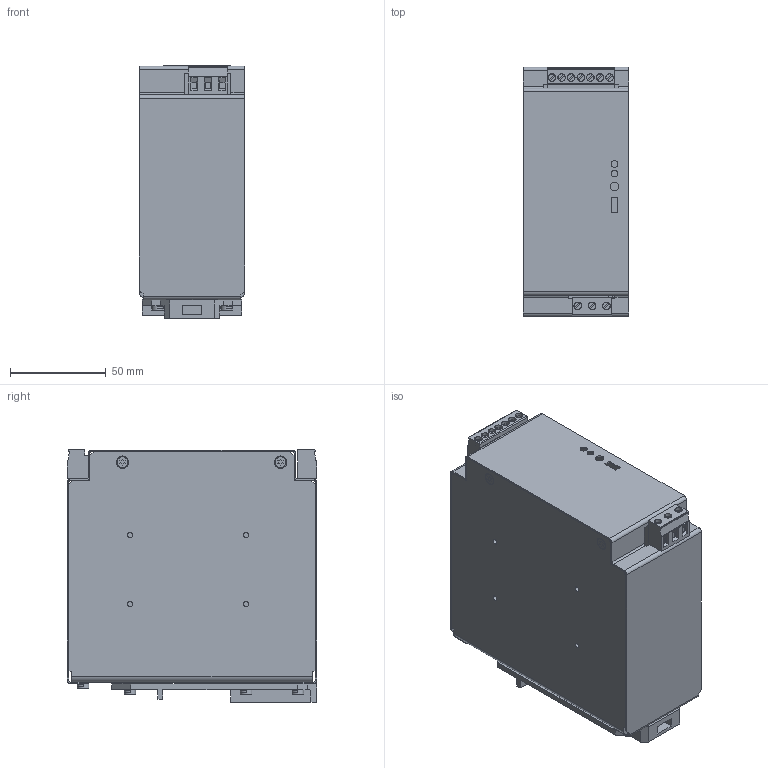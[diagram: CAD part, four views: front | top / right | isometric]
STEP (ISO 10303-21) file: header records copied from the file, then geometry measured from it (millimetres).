
FILE_DESCRIPTION((''),'2;1');
FILE_NAME('D0114762_1_ASM','2008-08-07T',('IndustrieHansa'),('Pepperl+Fuchs'),'PRO/ENGINEER BY PARAMETRIC TECHNOLOGY CORPORATION, 2006420','PRO/ENGINEER BY PARAMETRIC TECHNOLOGY CORPORATION, 2006420','');
FILE_SCHEMA(('AUTOMOTIVE_DESIGN_CC2 { 1 2 10303 214 -1 1 5 2 }'));
Length unit declared in the file: millimetre
Products named in the file (12): D0109975_1; D0114767_ASM_1_ASM; 1766893_1; 1911907_1; D0109891_1; D0114768_ASM_1_ASM; 91-003-7007_1; _UTA_107_ASCOM-28680_1; 3109162700_1; 3109163000_1; D0114762_1_ASM_1_ASM; D0114762_1_ASM
Assembly tree (23 placements, depth 4):
  D0114762_1_ASM
    D0114762_1_ASM_1_ASM
      D0114767_ASM_1_ASM
        D0109975_1
      1766893_1
      1911907_1
      D0114768_ASM_1_ASM
        D0109891_1
      91-003-7007_1
      _UTA_107_ASCOM-28680_1
      3109162700_1  x8
      3109163000_1  x6
Bounding box: 55 x 130.15 x 131.79 mm (x, y, z)
Volume: 124037.6 mm3; surface area: 136649.5 mm2
Topology: 20 solids, 20 shells, 1001 faces, 3178 edges, 2291 vertices
Faces by surface type: bspline 1001
Entity records: 31857 total; most frequent: CARTESIAN_POINT 7732, ORIENTED_EDGE 3200, DIRECTION 2761, PRESENTATION_STYLE_ASSIGNMENT 2208, STYLED_ITEM 2208, CURVE_STYLE 2167, VECTOR 1749, LINE 1749
